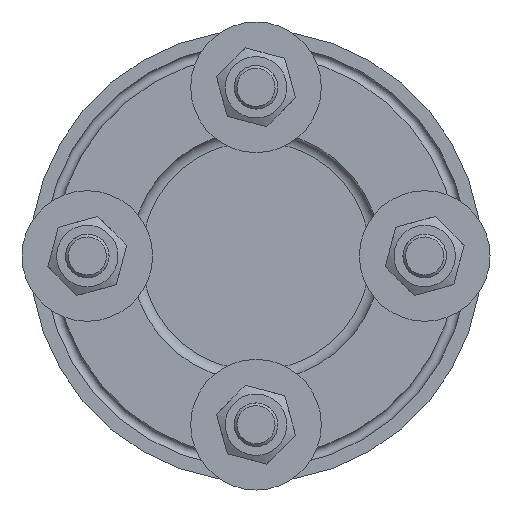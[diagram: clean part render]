
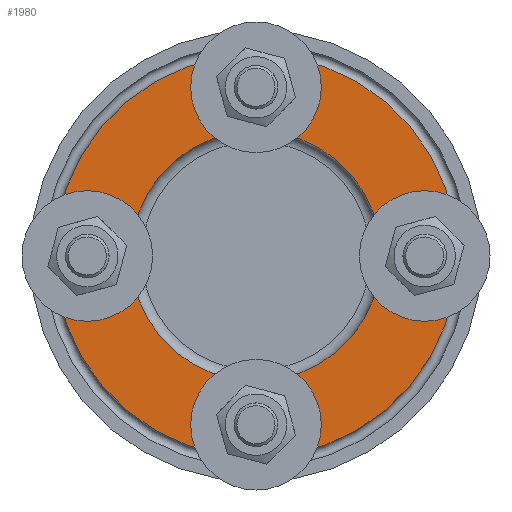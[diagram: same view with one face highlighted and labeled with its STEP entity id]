
A CAD part, front view. The second image highlights one B-rep face of the part: STEP entity #1980.
In plain terms, the highlighted planar face has unit normal (0, -1, 0).
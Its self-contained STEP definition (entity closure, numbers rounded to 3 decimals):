
#289=FACE_BOUND('',#611,.T.);
#290=FACE_BOUND('',#612,.T.);
#291=FACE_BOUND('',#613,.T.);
#292=FACE_BOUND('',#614,.T.);
#293=FACE_BOUND('',#615,.T.);
#403=FACE_OUTER_BOUND('',#610,.T.);
#610=EDGE_LOOP('',(#1495));
#611=EDGE_LOOP('',(#1496));
#612=EDGE_LOOP('',(#1497));
#613=EDGE_LOOP('',(#1498));
#614=EDGE_LOOP('',(#1499));
#615=EDGE_LOOP('',(#1500));
#926=CIRCLE('',#2196,23.);
#927=CIRCLE('',#2198,37.);
#928=CIRCLE('',#2199,4.);
#929=CIRCLE('',#2200,4.);
#930=CIRCLE('',#2201,4.);
#931=CIRCLE('',#2202,4.);
#1065=VERTEX_POINT('',#3210);
#1066=VERTEX_POINT('',#3213);
#1067=VERTEX_POINT('',#3215);
#1068=VERTEX_POINT('',#3217);
#1069=VERTEX_POINT('',#3219);
#1070=VERTEX_POINT('',#3221);
#1264=EDGE_CURVE('',#1065,#1065,#926,.T.);
#1265=EDGE_CURVE('',#1066,#1066,#927,.T.);
#1266=EDGE_CURVE('',#1067,#1067,#928,.T.);
#1267=EDGE_CURVE('',#1068,#1068,#929,.T.);
#1268=EDGE_CURVE('',#1069,#1069,#930,.T.);
#1269=EDGE_CURVE('',#1070,#1070,#931,.T.);
#1495=ORIENTED_EDGE('',*,*,#1265,.T.);
#1496=ORIENTED_EDGE('',*,*,#1266,.T.);
#1497=ORIENTED_EDGE('',*,*,#1267,.T.);
#1498=ORIENTED_EDGE('',*,*,#1268,.T.);
#1499=ORIENTED_EDGE('',*,*,#1269,.T.);
#1500=ORIENTED_EDGE('',*,*,#1264,.F.);
#1920=PLANE('',#2197);
#1980=ADVANCED_FACE('',(#403,#289,#290,#291,#292,#293),#1920,.T.);
#2196=AXIS2_PLACEMENT_3D('',#3211,#2548,#2549);
#2197=AXIS2_PLACEMENT_3D('',#3212,#2550,#2551);
#2198=AXIS2_PLACEMENT_3D('',#3214,#2552,#2553);
#2199=AXIS2_PLACEMENT_3D('',#3216,#2554,#2555);
#2200=AXIS2_PLACEMENT_3D('',#3218,#2556,#2557);
#2201=AXIS2_PLACEMENT_3D('',#3220,#2558,#2559);
#2202=AXIS2_PLACEMENT_3D('',#3222,#2560,#2561);
#2548=DIRECTION('center_axis',(0.,-1.,0.));
#2549=DIRECTION('ref_axis',(-1.,0.,0.));
#2550=DIRECTION('center_axis',(0.,-1.,0.));
#2551=DIRECTION('ref_axis',(0.,0.,1.));
#2552=DIRECTION('center_axis',(0.,-1.,0.));
#2553=DIRECTION('ref_axis',(-1.,0.,0.));
#2554=DIRECTION('center_axis',(0.,1.,0.));
#2555=DIRECTION('ref_axis',(0.,0.,-1.));
#2556=DIRECTION('center_axis',(0.,1.,0.));
#2557=DIRECTION('ref_axis',(1.,0.,0.));
#2558=DIRECTION('center_axis',(0.,1.,0.));
#2559=DIRECTION('ref_axis',(0.,0.,1.));
#2560=DIRECTION('center_axis',(0.,1.,0.));
#2561=DIRECTION('ref_axis',(-1.,0.,0.));
#3210=CARTESIAN_POINT('',(0.,0.,23.));
#3211=CARTESIAN_POINT('Origin',(0.,0.,
0.));
#3212=CARTESIAN_POINT('Origin',(0.,0.,
23.));
#3213=CARTESIAN_POINT('',(0.,0.,37.));
#3214=CARTESIAN_POINT('Origin',(0.,0.,
0.));
#3215=CARTESIAN_POINT('',(0.,0.,27.));
#3216=CARTESIAN_POINT('Origin',(0.,0.,
31.));
#3217=CARTESIAN_POINT('',(-27.,0.,0.));
#3218=CARTESIAN_POINT('Origin',(-31.,0.,0.));
#3219=CARTESIAN_POINT('',(0.,0.,-27.));
#3220=CARTESIAN_POINT('Origin',(0.,0.,
-31.));
#3221=CARTESIAN_POINT('',(27.,0.,0.));
#3222=CARTESIAN_POINT('Origin',(31.,0.,0.));
